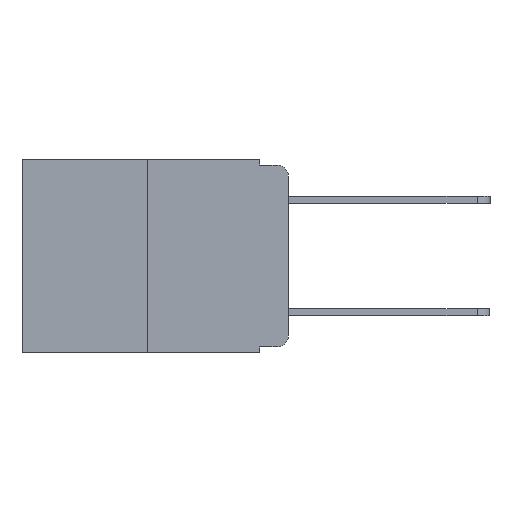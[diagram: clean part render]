
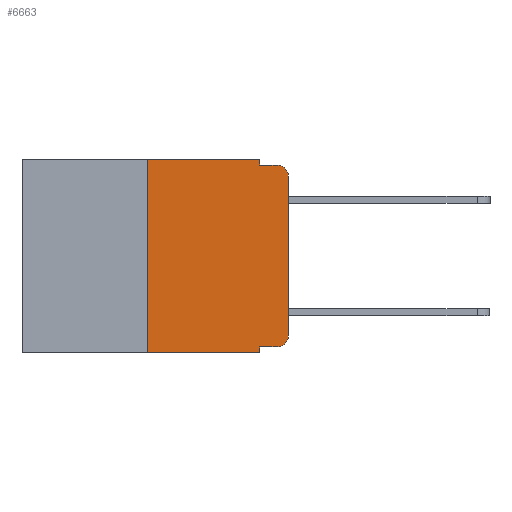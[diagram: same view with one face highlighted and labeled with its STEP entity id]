
A CAD part, left-side view. The second image highlights one B-rep face of the part: STEP entity #6663.
In plain terms, the highlighted planar face has unit normal (-1, 0, 0).
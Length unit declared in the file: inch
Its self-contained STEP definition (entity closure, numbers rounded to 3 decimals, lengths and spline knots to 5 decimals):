
#246 = ORIENTED_EDGE ( 'NONE', *, *, #1396, .F. ) ;
#551 = VERTEX_POINT ( 'NONE', #5136 ) ;
#776 = VECTOR ( 'NONE', #5505, 39.37008 ) ;
#783 = VERTEX_POINT ( 'NONE', #12697 ) ;
#806 = DIRECTION ( 'NONE',  ( 0., 0., 1. ) ) ;
#841 = LINE ( 'NONE', #2093, #11056 ) ;
#849 = CARTESIAN_POINT ( 'NONE',  ( 0., 0.02, -0.03 ) ) ;
#974 = ORIENTED_EDGE ( 'NONE', *, *, #1539, .T. ) ;
#996 = CARTESIAN_POINT ( 'NONE',  ( 0., 0., -0.313 ) ) ;
#1033 = LINE ( 'NONE', #3945, #11204 ) ;
#1081 = VECTOR ( 'NONE', #10558, 39.37008 ) ;
#1115 = VECTOR ( 'NONE', #11616, 39.37008 ) ;
#1130 = VERTEX_POINT ( 'NONE', #8963 ) ;
#1396 = EDGE_CURVE ( 'NONE', #1613, #1130, #2416, .T. ) ;
#1415 = EDGE_LOOP ( 'NONE', ( #8235, #5805, #246, #9397, #7397, #8593, #6843, #12114, #11188, #974 ) ) ;
#1424 = LINE ( 'NONE', #9623, #1081 ) ;
#1539 = EDGE_CURVE ( 'NONE', #551, #11314, #3805, .T. ) ;
#1613 = VERTEX_POINT ( 'NONE', #10670 ) ;
#1786 = FACE_OUTER_BOUND ( 'NONE', #1415, .T. ) ;
#1948 = DIRECTION ( 'NONE',  ( 0., 0., -1. ) ) ;
#2093 = CARTESIAN_POINT ( 'NONE',  ( 0., 0.473, 0. ) ) ;
#2141 = VERTEX_POINT ( 'NONE', #9370 ) ;
#2206 = CIRCLE ( 'NONE', #7162, 0.02 ) ;
#2396 = VERTEX_POINT ( 'NONE', #4582 ) ;
#2416 = LINE ( 'NONE', #9403, #12439 ) ;
#2711 = EDGE_CURVE ( 'NONE', #2396, #551, #1033, .T. ) ;
#2896 = CARTESIAN_POINT ( 'NONE',  ( 0., 0.473, -0.343 ) ) ;
#2936 = CARTESIAN_POINT ( 'NONE',  ( 0., 0.051, 0. ) ) ;
#3010 = CARTESIAN_POINT ( 'NONE',  ( 0., 0., -0.03 ) ) ;
#3120 = DIRECTION ( 'NONE',  ( 0., -1., 0. ) ) ;
#3195 = DIRECTION ( 'NONE',  ( 1., 0., 0. ) ) ;
#3362 = DIRECTION ( 'NONE',  ( 0., 0., -1. ) ) ;
#3413 = LINE ( 'NONE', #5995, #5498 ) ;
#3547 = LINE ( 'NONE', #7531, #776 ) ;
#3805 = CIRCLE ( 'NONE', #11064, 0.02 ) ;
#3945 = CARTESIAN_POINT ( 'NONE',  ( 0., 0.051, -0.333 ) ) ;
#4147 = LINE ( 'NONE', #2896, #1115 ) ;
#4504 = DIRECTION ( 'NONE',  ( -1., 0., 0. ) ) ;
#4527 = LINE ( 'NONE', #2936, #11929 ) ;
#4582 = CARTESIAN_POINT ( 'NONE',  ( 0., 0.051, -0.333 ) ) ;
#4862 = CARTESIAN_POINT ( 'NONE',  ( 0., 0.25, 0. ) ) ;
#5136 = CARTESIAN_POINT ( 'NONE',  ( 0., 0.02, -0.333 ) ) ;
#5498 = VECTOR ( 'NONE', #806, 39.37008 ) ;
#5505 = DIRECTION ( 'NONE',  ( 0., 0., -1. ) ) ;
#5772 = CARTESIAN_POINT ( 'NONE',  ( 0., 0.25, -0.343 ) ) ;
#5805 = ORIENTED_EDGE ( 'NONE', *, *, #9805, .T. ) ;
#5995 = CARTESIAN_POINT ( 'NONE',  ( 0., 0.25, 0. ) ) ;
#6663 = ADVANCED_FACE ( 'NONE', ( #1786 ), #9114, .F. ) ;
#6843 = ORIENTED_EDGE ( 'NONE', *, *, #8712, .T. ) ;
#7069 = DIRECTION ( 'NONE',  ( 0., 0., -1. ) ) ;
#7162 = AXIS2_PLACEMENT_3D ( 'NONE', #849, #8021, #1948 ) ;
#7287 = CARTESIAN_POINT ( 'NONE',  ( 0., 0.473, 0. ) ) ;
#7397 = ORIENTED_EDGE ( 'NONE', *, *, #9917, .F. ) ;
#7531 = CARTESIAN_POINT ( 'NONE',  ( 0., 0.051, 0. ) ) ;
#7588 = EDGE_CURVE ( 'NONE', #9641, #8688, #3413, .T. ) ;
#8021 = DIRECTION ( 'NONE',  ( -1., 0., 0. ) ) ;
#8235 = ORIENTED_EDGE ( 'NONE', *, *, #9651, .T. ) ;
#8593 = ORIENTED_EDGE ( 'NONE', *, *, #7588, .F. ) ;
#8688 = VERTEX_POINT ( 'NONE', #4862 ) ;
#8712 = EDGE_CURVE ( 'NONE', #9641, #783, #4147, .T. ) ;
#8963 = CARTESIAN_POINT ( 'NONE',  ( 0., 0.02, -0.01 ) ) ;
#9114 = PLANE ( 'NONE',  #10599 ) ;
#9370 = CARTESIAN_POINT ( 'NONE',  ( 0., 0.051, 0. ) ) ;
#9397 = ORIENTED_EDGE ( 'NONE', *, *, #9824, .F. ) ;
#9403 = CARTESIAN_POINT ( 'NONE',  ( 0., 0.051, -0.01 ) ) ;
#9623 = CARTESIAN_POINT ( 'NONE',  ( 0., 0., 0. ) ) ;
#9641 = VERTEX_POINT ( 'NONE', #5772 ) ;
#9651 = EDGE_CURVE ( 'NONE', #11314, #12215, #1424, .T. ) ;
#9805 = EDGE_CURVE ( 'NONE', #12215, #1130, #2206, .T. ) ;
#9824 = EDGE_CURVE ( 'NONE', #2141, #1613, #4527, .T. ) ;
#9917 = EDGE_CURVE ( 'NONE', #8688, #2141, #841, .T. ) ;
#10049 = DIRECTION ( 'NONE',  ( 0., 0., -1. ) ) ;
#10417 = DIRECTION ( 'NONE',  ( 0., -1., 0. ) ) ;
#10558 = DIRECTION ( 'NONE',  ( 0., 0., 1. ) ) ;
#10599 = AXIS2_PLACEMENT_3D ( 'NONE', #7287, #3195, #10049 ) ;
#10670 = CARTESIAN_POINT ( 'NONE',  ( 0., 0.051, -0.01 ) ) ;
#10765 = CARTESIAN_POINT ( 'NONE',  ( 0., 0.02, -0.313 ) ) ;
#11056 = VECTOR ( 'NONE', #3120, 39.37008 ) ;
#11064 = AXIS2_PLACEMENT_3D ( 'NONE', #10765, #4504, #3362 ) ;
#11153 = DIRECTION ( 'NONE',  ( 0., -1., 0. ) ) ;
#11188 = ORIENTED_EDGE ( 'NONE', *, *, #2711, .T. ) ;
#11204 = VECTOR ( 'NONE', #10417, 39.37008 ) ;
#11314 = VERTEX_POINT ( 'NONE', #996 ) ;
#11616 = DIRECTION ( 'NONE',  ( 0., -1., 0. ) ) ;
#11929 = VECTOR ( 'NONE', #7069, 39.37008 ) ;
#11971 = EDGE_CURVE ( 'NONE', #2396, #783, #3547, .T. ) ;
#12114 = ORIENTED_EDGE ( 'NONE', *, *, #11971, .F. ) ;
#12215 = VERTEX_POINT ( 'NONE', #3010 ) ;
#12439 = VECTOR ( 'NONE', #11153, 39.37008 ) ;
#12697 = CARTESIAN_POINT ( 'NONE',  ( 0., 0.051, -0.343 ) ) ;
